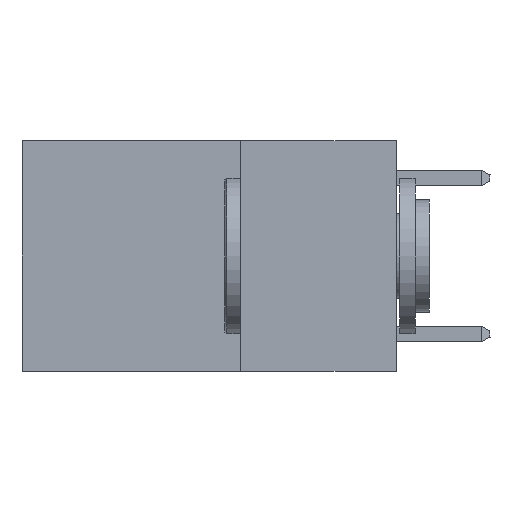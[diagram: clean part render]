
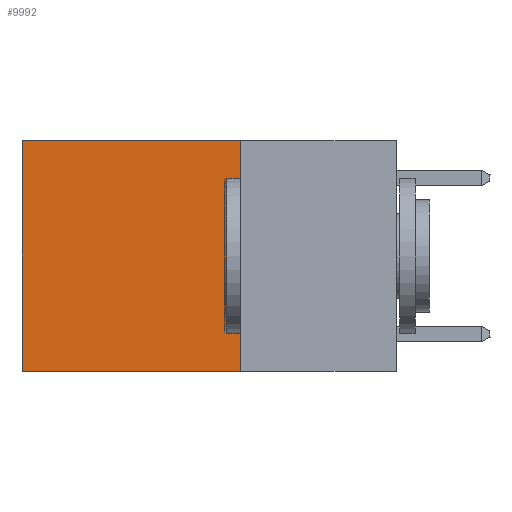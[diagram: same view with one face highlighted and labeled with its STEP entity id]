
A CAD part, left-side view. The second image highlights one B-rep face of the part: STEP entity #9992.
In plain terms, the highlighted planar face has unit normal (-1, 0, 0).
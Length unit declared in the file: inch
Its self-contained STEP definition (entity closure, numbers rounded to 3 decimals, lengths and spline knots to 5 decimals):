
#51 = VERTEX_POINT ( 'NONE', #15144 ) ;
#230 = DIRECTION ( 'NONE',  ( 0., 0., -1. ) ) ;
#774 = ORIENTED_EDGE ( 'NONE', *, *, #11931, .T. ) ;
#875 = CARTESIAN_POINT ( 'NONE',  ( 0.2625, 0.6, -0.37 ) ) ;
#1974 = ORIENTED_EDGE ( 'NONE', *, *, #15142, .F. ) ;
#3208 = VECTOR ( 'NONE', #7177, 39.37008 ) ;
#4156 = DIRECTION ( 'NONE',  ( 1., 0., 0. ) ) ;
#4691 = EDGE_CURVE ( 'NONE', #8169, #6140, #4802, .T. ) ;
#4802 = LINE ( 'NONE', #15438, #3208 ) ;
#4829 = CARTESIAN_POINT ( 'NONE',  ( 0.2625, 0.6, 0. ) ) ;
#5147 = LINE ( 'NONE', #4829, #10547 ) ;
#5239 = LINE ( 'NONE', #6585, #7806 ) ;
#5344 = FACE_OUTER_BOUND ( 'NONE', #9314, .T. ) ;
#5801 = ORIENTED_EDGE ( 'NONE', *, *, #4691, .T. ) ;
#6140 = VERTEX_POINT ( 'NONE', #8107 ) ;
#6585 = CARTESIAN_POINT ( 'NONE',  ( 0.2625, 0.25, 0. ) ) ;
#7097 = VECTOR ( 'NONE', #7134, 39.37008 ) ;
#7134 = DIRECTION ( 'NONE',  ( 0., 1., 0. ) ) ;
#7177 = DIRECTION ( 'NONE',  ( 0., 1., 0. ) ) ;
#7520 = CARTESIAN_POINT ( 'NONE',  ( 0.2625, 0.25, 0. ) ) ;
#7806 = VECTOR ( 'NONE', #12393, 39.37008 ) ;
#8107 = CARTESIAN_POINT ( 'NONE',  ( 0.2625, 0.6, 0. ) ) ;
#8169 = VERTEX_POINT ( 'NONE', #7520 ) ;
#8317 = CARTESIAN_POINT ( 'NONE',  ( 0.2625, 0.25, -0.37 ) ) ;
#8976 = DIRECTION ( 'NONE',  ( 0., 0., -1. ) ) ;
#9156 = ORIENTED_EDGE ( 'NONE', *, *, #13563, .F. ) ;
#9314 = EDGE_LOOP ( 'NONE', ( #774, #9156, #1974, #5801 ) ) ;
#9992 = ADVANCED_FACE ( 'NONE', ( #5344 ), #14931, .F. ) ;
#10034 = LINE ( 'NONE', #8317, #7097 ) ;
#10547 = VECTOR ( 'NONE', #230, 39.37008 ) ;
#11931 = EDGE_CURVE ( 'NONE', #6140, #15311, #5147, .T. ) ;
#11953 = AXIS2_PLACEMENT_3D ( 'NONE', #12733, #4156, #8976 ) ;
#12393 = DIRECTION ( 'NONE',  ( 0., 0., -1. ) ) ;
#12733 = CARTESIAN_POINT ( 'NONE',  ( 0.2625, 0.25, 0. ) ) ;
#13563 = EDGE_CURVE ( 'NONE', #51, #15311, #10034, .T. ) ;
#14931 = PLANE ( 'NONE',  #11953 ) ;
#15142 = EDGE_CURVE ( 'NONE', #8169, #51, #5239, .T. ) ;
#15144 = CARTESIAN_POINT ( 'NONE',  ( 0.2625, 0.25, -0.37 ) ) ;
#15311 = VERTEX_POINT ( 'NONE', #875 ) ;
#15438 = CARTESIAN_POINT ( 'NONE',  ( 0.2625, 0.25, 0. ) ) ;
